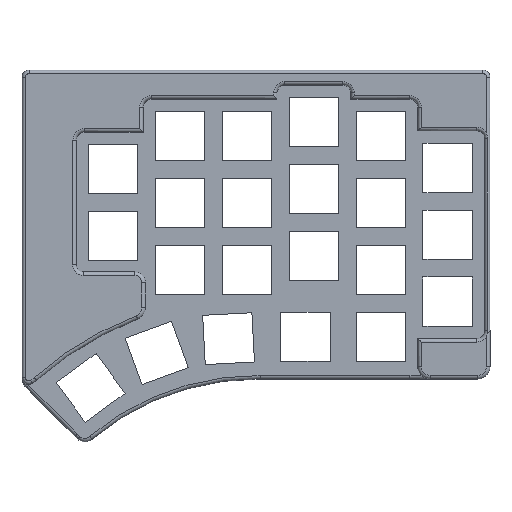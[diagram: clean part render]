
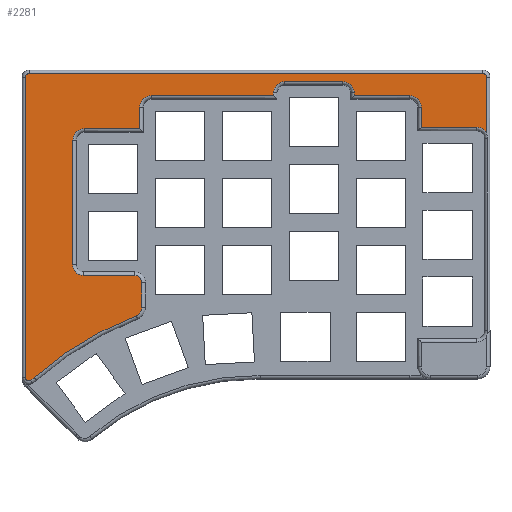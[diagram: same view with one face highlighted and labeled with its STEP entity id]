
A CAD part, top view. The second image highlights one B-rep face of the part: STEP entity #2281.
In plain terms, the highlighted planar face has unit normal (0, 0, 1).
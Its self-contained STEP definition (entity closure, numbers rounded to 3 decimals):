
#2020=CARTESIAN_POINT('',(0.,0.,8.12));
#2021=DIRECTION('',(-0.,0.,-1.));
#2022=DIRECTION('',(-1.,0.,0.));
#2023=AXIS2_PLACEMENT_3D('',#2020,#2021,#2022);
#2024=PLANE('',#2023);
#2025=CARTESIAN_POINT('',(154.999,-94.144,8.12));
#2026=VERTEX_POINT('',#2025);
#2027=CARTESIAN_POINT('',(153.572,-93.42,8.12));
#2028=VERTEX_POINT('',#2027);
#2029=CARTESIAN_POINT('',(154.472,-93.414,8.12));
#2030=DIRECTION('',(-0.,0.,-1.));
#2031=DIRECTION('',(-1.,0.,0.));
#2032=AXIS2_PLACEMENT_3D('',#2029,#2030,#2031);
#2033=CIRCLE('',#2032,0.9);
#2034=EDGE_CURVE('',#2026,#2028,#2033,.T.);
#2035=ORIENTED_EDGE('',*,*,#2034,.F.);
#2036=CARTESIAN_POINT('',(156.107,-93.343,8.12));
#2037=VERTEX_POINT('',#2036);
#2038=CARTESIAN_POINT('',(154.999,-94.144,8.12));
#2039=DIRECTION('',(0.811,0.585,-0.));
#2040=VECTOR('',#2039,1.367);
#2041=LINE('',#2038,#2040);
#2042=EDGE_CURVE('',#2026,#2037,#2041,.T.);
#2043=ORIENTED_EDGE('',*,*,#2042,.T.);
#2044=CARTESIAN_POINT('',(185.032,-75.783,8.12));
#2045=VERTEX_POINT('',#2044);
#2046=CARTESIAN_POINT('',(219.568,-165.271,8.12));
#2047=DIRECTION('',(-0.,0.,-1.));
#2048=DIRECTION('',(-1.,0.,0.));
#2049=AXIS2_PLACEMENT_3D('',#2046,#2047,#2048);
#2050=CIRCLE('',#2049,95.921);
#2051=EDGE_CURVE('',#2037,#2045,#2050,.T.);
#2052=ORIENTED_EDGE('',*,*,#2051,.T.);
#2053=CARTESIAN_POINT('',(186.632,-73.45,8.12));
#2054=VERTEX_POINT('',#2053);
#2055=CARTESIAN_POINT('',(184.132,-73.45,8.12));
#2056=DIRECTION('',(0.,-0.,1.));
#2057=DIRECTION('',(-1.,0.,0.));
#2058=AXIS2_PLACEMENT_3D('',#2055,#2056,#2057);
#2059=CIRCLE('',#2058,2.5);
#2060=EDGE_CURVE('',#2045,#2054,#2059,.T.);
#2061=ORIENTED_EDGE('',*,*,#2060,.T.);
#2062=CARTESIAN_POINT('',(186.632,-66.35,8.12));
#2063=VERTEX_POINT('',#2062);
#2064=CARTESIAN_POINT('',(186.632,-73.45,8.12));
#2065=DIRECTION('',(-0.,1.,-0.));
#2066=VECTOR('',#2065,7.1);
#2067=LINE('',#2064,#2066);
#2068=EDGE_CURVE('',#2054,#2063,#2067,.T.);
#2069=ORIENTED_EDGE('',*,*,#2068,.T.);
#2070=CARTESIAN_POINT('',(184.632,-64.35,8.12));
#2071=VERTEX_POINT('',#2070);
#2072=CARTESIAN_POINT('',(184.632,-66.35,8.12));
#2073=DIRECTION('',(0.,-0.,1.));
#2074=DIRECTION('',(-1.,0.,0.));
#2075=AXIS2_PLACEMENT_3D('',#2072,#2073,#2074);
#2076=CIRCLE('',#2075,2.);
#2077=EDGE_CURVE('',#2063,#2071,#2076,.T.);
#2078=ORIENTED_EDGE('',*,*,#2077,.T.);
#2079=CARTESIAN_POINT('',(170.007,-64.35,8.12));
#2080=VERTEX_POINT('',#2079);
#2081=CARTESIAN_POINT('',(184.632,-64.35,8.12));
#2082=DIRECTION('',(-1.,0.,0.));
#2083=VECTOR('',#2082,14.625);
#2084=LINE('',#2081,#2083);
#2085=EDGE_CURVE('',#2071,#2080,#2084,.T.);
#2086=ORIENTED_EDGE('',*,*,#2085,.T.);
#2087=CARTESIAN_POINT('',(167.012,-61.355,8.12));
#2088=VERTEX_POINT('',#2087);
#2089=CARTESIAN_POINT('',(170.007,-61.355,8.12));
#2090=DIRECTION('',(-0.,0.,-1.));
#2091=DIRECTION('',(-1.,0.,0.));
#2092=AXIS2_PLACEMENT_3D('',#2089,#2090,#2091);
#2093=CIRCLE('',#2092,2.995);
#2094=EDGE_CURVE('',#2080,#2088,#2093,.T.);
#2095=ORIENTED_EDGE('',*,*,#2094,.T.);
#2096=CARTESIAN_POINT('',(167.012,-25.891,8.12));
#2097=VERTEX_POINT('',#2096);
#2098=CARTESIAN_POINT('',(167.012,-61.355,8.12));
#2099=DIRECTION('',(0.,1.,0.));
#2100=VECTOR('',#2099,35.464);
#2101=LINE('',#2098,#2100);
#2102=EDGE_CURVE('',#2088,#2097,#2101,.T.);
#2103=ORIENTED_EDGE('',*,*,#2102,.T.);
#2104=CARTESIAN_POINT('',(170.253,-22.65,8.12));
#2105=VERTEX_POINT('',#2104);
#2106=CARTESIAN_POINT('',(170.253,-25.891,8.12));
#2107=DIRECTION('',(-0.,0.,-1.));
#2108=DIRECTION('',(-1.,0.,0.));
#2109=AXIS2_PLACEMENT_3D('',#2106,#2107,#2108);
#2110=CIRCLE('',#2109,3.241);
#2111=EDGE_CURVE('',#2097,#2105,#2110,.T.);
#2112=ORIENTED_EDGE('',*,*,#2111,.T.);
#2113=CARTESIAN_POINT('',(186.012,-22.65,8.12));
#2114=VERTEX_POINT('',#2113);
#2115=CARTESIAN_POINT('',(170.253,-22.65,8.12));
#2116=DIRECTION('',(1.,-0.,-0.));
#2117=VECTOR('',#2116,15.759);
#2118=LINE('',#2115,#2117);
#2119=EDGE_CURVE('',#2105,#2114,#2118,.T.);
#2120=ORIENTED_EDGE('',*,*,#2119,.T.);
#2121=CARTESIAN_POINT('',(186.012,-16.501,8.12));
#2122=VERTEX_POINT('',#2121);
#2123=CARTESIAN_POINT('',(186.012,-22.65,8.12));
#2124=DIRECTION('',(0.,1.,0.));
#2125=VECTOR('',#2124,6.149);
#2126=LINE('',#2123,#2125);
#2127=EDGE_CURVE('',#2114,#2122,#2126,.T.);
#2128=ORIENTED_EDGE('',*,*,#2127,.T.);
#2129=CARTESIAN_POINT('',(189.253,-13.26,8.12));
#2130=VERTEX_POINT('',#2129);
#2131=CARTESIAN_POINT('',(189.253,-16.501,8.12));
#2132=DIRECTION('',(-0.,0.,-1.));
#2133=DIRECTION('',(-1.,0.,0.));
#2134=AXIS2_PLACEMENT_3D('',#2131,#2132,#2133);
#2135=CIRCLE('',#2134,3.241);
#2136=EDGE_CURVE('',#2122,#2130,#2135,.T.);
#2137=ORIENTED_EDGE('',*,*,#2136,.T.);
#2138=CARTESIAN_POINT('',(224.012,-13.26,8.12));
#2139=VERTEX_POINT('',#2138);
#2140=CARTESIAN_POINT('',(189.253,-13.26,8.12));
#2141=DIRECTION('',(1.,-0.,-0.));
#2142=VECTOR('',#2141,34.759);
#2143=LINE('',#2140,#2142);
#2144=EDGE_CURVE('',#2130,#2139,#2143,.T.);
#2145=ORIENTED_EDGE('',*,*,#2144,.T.);
#2146=CARTESIAN_POINT('',(224.012,-12.501,8.12));
#2147=VERTEX_POINT('',#2146);
#2148=CARTESIAN_POINT('',(224.012,-13.26,8.12));
#2149=DIRECTION('',(-0.,1.,-0.));
#2150=VECTOR('',#2149,0.759);
#2151=LINE('',#2148,#2150);
#2152=EDGE_CURVE('',#2139,#2147,#2151,.T.);
#2153=ORIENTED_EDGE('',*,*,#2152,.T.);
#2154=CARTESIAN_POINT('',(227.253,-9.26,8.12));
#2155=VERTEX_POINT('',#2154);
#2156=CARTESIAN_POINT('',(227.253,-12.501,8.12));
#2157=DIRECTION('',(-0.,0.,-1.));
#2158=DIRECTION('',(-1.,0.,0.));
#2159=AXIS2_PLACEMENT_3D('',#2156,#2157,#2158);
#2160=CIRCLE('',#2159,3.241);
#2161=EDGE_CURVE('',#2147,#2155,#2160,.T.);
#2162=ORIENTED_EDGE('',*,*,#2161,.T.);
#2163=CARTESIAN_POINT('',(243.761,-9.26,8.12));
#2164=VERTEX_POINT('',#2163);
#2165=CARTESIAN_POINT('',(227.253,-9.26,8.12));
#2166=DIRECTION('',(1.,-0.,-0.));
#2167=VECTOR('',#2166,16.508);
#2168=LINE('',#2165,#2167);
#2169=EDGE_CURVE('',#2155,#2164,#2168,.T.);
#2170=ORIENTED_EDGE('',*,*,#2169,.T.);
#2171=CARTESIAN_POINT('',(247.002,-12.501,8.12));
#2172=VERTEX_POINT('',#2171);
#2173=CARTESIAN_POINT('',(243.761,-12.501,8.12));
#2174=DIRECTION('',(-0.,0.,-1.));
#2175=DIRECTION('',(-1.,0.,0.));
#2176=AXIS2_PLACEMENT_3D('',#2173,#2174,#2175);
#2177=CIRCLE('',#2176,3.241);
#2178=EDGE_CURVE('',#2164,#2172,#2177,.T.);
#2179=ORIENTED_EDGE('',*,*,#2178,.T.);
#2180=CARTESIAN_POINT('',(247.002,-13.26,8.12));
#2181=VERTEX_POINT('',#2180);
#2182=CARTESIAN_POINT('',(247.002,-12.501,8.12));
#2183=DIRECTION('',(0.,-1.,0.));
#2184=VECTOR('',#2183,0.759);
#2185=LINE('',#2182,#2184);
#2186=EDGE_CURVE('',#2172,#2181,#2185,.T.);
#2187=ORIENTED_EDGE('',*,*,#2186,.T.);
#2188=CARTESIAN_POINT('',(262.761,-13.26,8.12));
#2189=VERTEX_POINT('',#2188);
#2190=CARTESIAN_POINT('',(247.002,-13.26,8.12));
#2191=DIRECTION('',(1.,-0.,-0.));
#2192=VECTOR('',#2191,15.759);
#2193=LINE('',#2190,#2192);
#2194=EDGE_CURVE('',#2181,#2189,#2193,.T.);
#2195=ORIENTED_EDGE('',*,*,#2194,.T.);
#2196=CARTESIAN_POINT('',(266.002,-16.501,8.12));
#2197=VERTEX_POINT('',#2196);
#2198=CARTESIAN_POINT('',(262.761,-16.501,8.12));
#2199=DIRECTION('',(-0.,0.,-1.));
#2200=DIRECTION('',(-1.,0.,0.));
#2201=AXIS2_PLACEMENT_3D('',#2198,#2199,#2200);
#2202=CIRCLE('',#2201,3.241);
#2203=EDGE_CURVE('',#2189,#2197,#2202,.T.);
#2204=ORIENTED_EDGE('',*,*,#2203,.T.);
#2205=CARTESIAN_POINT('',(266.002,-22.26,8.12));
#2206=VERTEX_POINT('',#2205);
#2207=CARTESIAN_POINT('',(266.002,-16.501,8.12));
#2208=DIRECTION('',(0.,-1.,0.));
#2209=VECTOR('',#2208,5.759);
#2210=LINE('',#2207,#2209);
#2211=EDGE_CURVE('',#2197,#2206,#2210,.T.);
#2212=ORIENTED_EDGE('',*,*,#2211,.T.);
#2213=CARTESIAN_POINT('',(281.763,-22.26,8.12));
#2214=VERTEX_POINT('',#2213);
#2215=CARTESIAN_POINT('',(266.002,-22.26,8.12));
#2216=DIRECTION('',(1.,-0.,-0.));
#2217=VECTOR('',#2216,15.76);
#2218=LINE('',#2215,#2217);
#2219=EDGE_CURVE('',#2206,#2214,#2218,.T.);
#2220=ORIENTED_EDGE('',*,*,#2219,.T.);
#2221=CARTESIAN_POINT('',(284.52,-23.798,8.12));
#2222=VERTEX_POINT('',#2221);
#2223=CARTESIAN_POINT('',(281.763,-25.501,8.12));
#2224=DIRECTION('',(-0.,0.,-1.));
#2225=DIRECTION('',(-1.,0.,0.));
#2226=AXIS2_PLACEMENT_3D('',#2223,#2224,#2225);
#2227=CIRCLE('',#2226,3.241);
#2228=EDGE_CURVE('',#2214,#2222,#2227,.T.);
#2229=ORIENTED_EDGE('',*,*,#2228,.T.);
#2230=CARTESIAN_POINT('',(284.52,-8.016,8.12));
#2231=VERTEX_POINT('',#2230);
#2232=CARTESIAN_POINT('',(284.52,-23.798,8.12));
#2233=DIRECTION('',(-0.,1.,-0.));
#2234=VECTOR('',#2233,15.782);
#2235=LINE('',#2232,#2234);
#2236=EDGE_CURVE('',#2222,#2231,#2235,.T.);
#2237=ORIENTED_EDGE('',*,*,#2236,.T.);
#2238=CARTESIAN_POINT('',(283.52,-7.016,8.12));
#2239=VERTEX_POINT('',#2238);
#2240=CARTESIAN_POINT('',(283.52,-8.016,8.12));
#2241=DIRECTION('',(0.,-0.,1.));
#2242=DIRECTION('',(-1.,0.,0.));
#2243=AXIS2_PLACEMENT_3D('',#2240,#2241,#2242);
#2244=CIRCLE('',#2243,1.);
#2245=EDGE_CURVE('',#2231,#2239,#2244,.T.);
#2246=ORIENTED_EDGE('',*,*,#2245,.T.);
#2247=CARTESIAN_POINT('',(154.572,-7.016,8.12));
#2248=VERTEX_POINT('',#2247);
#2249=CARTESIAN_POINT('',(283.52,-7.016,8.12));
#2250=DIRECTION('',(-1.,-0.,0.));
#2251=VECTOR('',#2250,128.948);
#2252=LINE('',#2249,#2251);
#2253=EDGE_CURVE('',#2239,#2248,#2252,.T.);
#2254=ORIENTED_EDGE('',*,*,#2253,.T.);
#2255=CARTESIAN_POINT('',(153.572,-8.016,8.12));
#2256=VERTEX_POINT('',#2255);
#2257=CARTESIAN_POINT('',(154.572,-8.016,8.12));
#2258=DIRECTION('',(0.,-0.,1.));
#2259=DIRECTION('',(-1.,0.,0.));
#2260=AXIS2_PLACEMENT_3D('',#2257,#2258,#2259);
#2261=CIRCLE('',#2260,1.);
#2262=EDGE_CURVE('',#2248,#2256,#2261,.T.);
#2263=ORIENTED_EDGE('',*,*,#2262,.T.);
#2264=CARTESIAN_POINT('',(153.572,-93.4,8.12));
#2265=VERTEX_POINT('',#2264);
#2266=CARTESIAN_POINT('',(153.572,-8.016,8.12));
#2267=DIRECTION('',(0.,-1.,-0.));
#2268=VECTOR('',#2267,85.384);
#2269=LINE('',#2266,#2268);
#2270=EDGE_CURVE('',#2256,#2265,#2269,.T.);
#2271=ORIENTED_EDGE('',*,*,#2270,.T.);
#2272=CARTESIAN_POINT('',(156.616,-93.4,8.12));
#2273=DIRECTION('',(0.,-0.,1.));
#2274=DIRECTION('',(-1.,0.,0.));
#2275=AXIS2_PLACEMENT_3D('',#2272,#2273,#2274);
#2276=CIRCLE('',#2275,3.045);
#2277=EDGE_CURVE('',#2265,#2028,#2276,.T.);
#2278=ORIENTED_EDGE('',*,*,#2277,.T.);
#2279=EDGE_LOOP('',(#2035,#2043,#2052,#2061,#2069,#2078,#2086,#2095,#2103,#2112,#2120,#2128,#2137,#2145,#2153,#2162,#2170,#2179,#2187,#2195,#2204,#2212,#2220,#2229,#2237,#2246,
#2254,#2263,#2271,#2278));
#2280=FACE_BOUND('',#2279,.T.);
#2281=ADVANCED_FACE('',(#2280),#2024,.F.);
